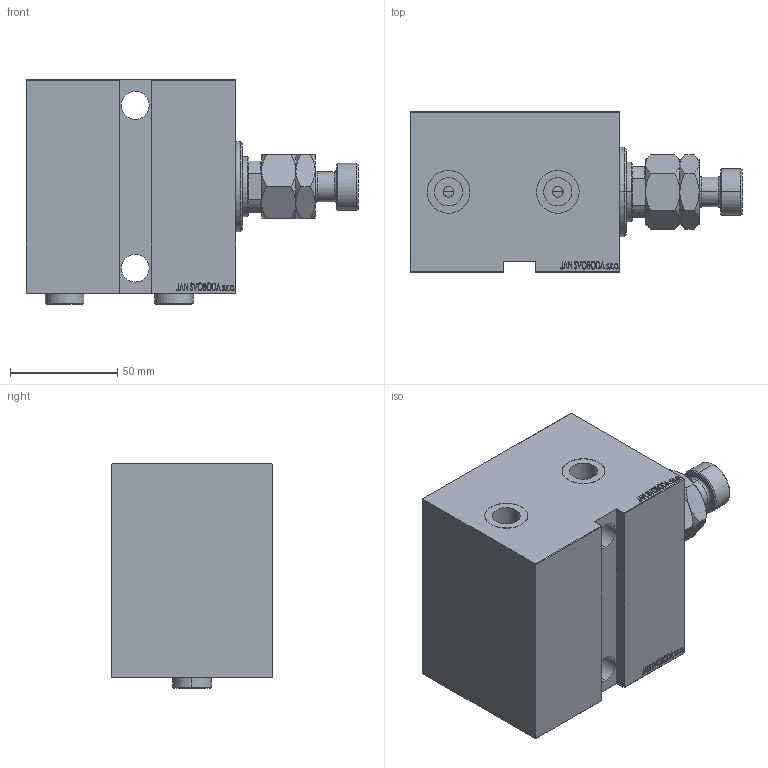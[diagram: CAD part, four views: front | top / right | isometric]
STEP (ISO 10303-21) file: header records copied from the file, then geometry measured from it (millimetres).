
FILE_DESCRIPTION (( 'STEP AP203' ), '1' );
FILE_NAME ('547f.STEP', '2025-05-22T07:38:07', ( '' ), ( '' ), 'SwSTEP 2.0', 'SolidWorks 2019', '' );
FILE_SCHEMA (( 'CONFIG_CONTROL_DESIGN' ));
Length unit declared in the file: millimetre
Products named in the file (6): 547f; V450CM_VC_B 4b5f2d13637db6545a2e6c5229795eff; V450CM_E_VCP 4b5f2d13637db6545a2e6c5229795eff; V450CM_E_Body 4b5f2d13637db6545a2e6c5229795eff; Zatka_OIL_PORT 4b5f2d13637db6545a2e6c5229795eff; MFA 4b5f2d13637db6545a2e6c5229795eff
Assembly tree (6 placements, depth 2):
  547f
    V450CM_E_Body 4b5f2d13637db6545a2e6c5229795eff
    V450CM_E_VCP 4b5f2d13637db6545a2e6c5229795eff
    V450CM_VC_B 4b5f2d13637db6545a2e6c5229795eff
    MFA 4b5f2d13637db6545a2e6c5229795eff
    Zatka_OIL_PORT 4b5f2d13637db6545a2e6c5229795eff  x2
Bounding box: 155 x 75 x 104.9 mm (x, y, z)
Volume: 712774.9 mm3; surface area: 109568.4 mm2
Topology: 6 solids, 6 shells, 954 faces, 2402 edges, 1575 vertices
Faces by surface type: plane 460, bspline 380, cylinder 64, cone 46, torus 4
Entity records: 45762 total; most frequent: CARTESIAN_POINT 25187, ORIENTED_EDGE 4720, DIRECTION 2836, EDGE_CURVE 2360, VERTEX_POINT 1551, VECTOR 1372, LINE 1372, EDGE_LOOP 1061
